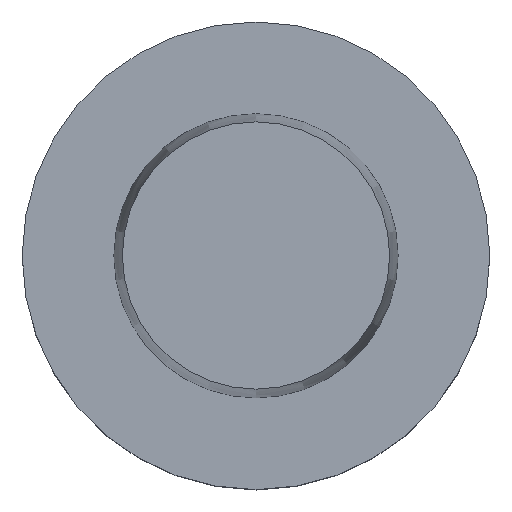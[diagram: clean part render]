
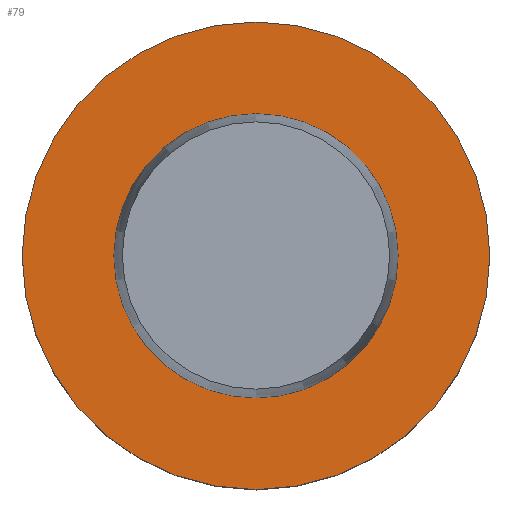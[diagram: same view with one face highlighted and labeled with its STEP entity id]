
A CAD part, top view. The second image highlights one B-rep face of the part: STEP entity #79.
In plain terms, the highlighted planar face has unit normal (0, 0, 1).
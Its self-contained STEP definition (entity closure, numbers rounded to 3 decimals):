
#79=ADVANCED_FACE('',(#107,#108),#109,.T.);
#107=FACE_OUTER_BOUND('',#168,.T.);
#108=FACE_BOUND('',#169,.T.);
#109=PLANE('',#170);
#168=EDGE_LOOP('',(#237));
#169=EDGE_LOOP('',(#238));
#170=AXIS2_PLACEMENT_3D('',#239,#240,#241);
#237=ORIENTED_EDGE('',*,*,#326,.F.);
#238=ORIENTED_EDGE('',*,*,#325,.T.);
#239=CARTESIAN_POINT('',(0.,25.325,0.));
#240=DIRECTION('',(0.,0.,1.0));
#241=DIRECTION('',(0.,-1.0,0.));
#325=EDGE_CURVE('',#348,#348,#349,.T.);
#326=EDGE_CURVE('',#350,#350,#351,.T.);
#348=VERTEX_POINT('',#388);
#349=CIRCLE('',#389,19.15);
#350=VERTEX_POINT('',#390);
#351=CIRCLE('',#391,31.5);
#388=CARTESIAN_POINT('',(0.,19.15,0.));
#389=AXIS2_PLACEMENT_3D('',#431,#432,#433);
#390=CARTESIAN_POINT('',(0.,31.5,0.));
#391=AXIS2_PLACEMENT_3D('',#434,#435,#436);
#431=CARTESIAN_POINT('',(0.0,0.0,0.0));
#432=DIRECTION('',(0.,0.,-1.0));
#433=DIRECTION('',(0.,1.0,0.));
#434=CARTESIAN_POINT('',(0.0,0.0,0.0));
#435=DIRECTION('',(0.,0.,-1.0));
#436=DIRECTION('',(0.,1.0,0.));
